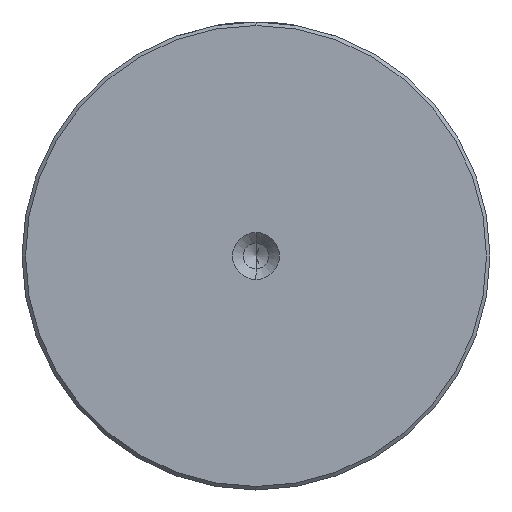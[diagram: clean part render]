
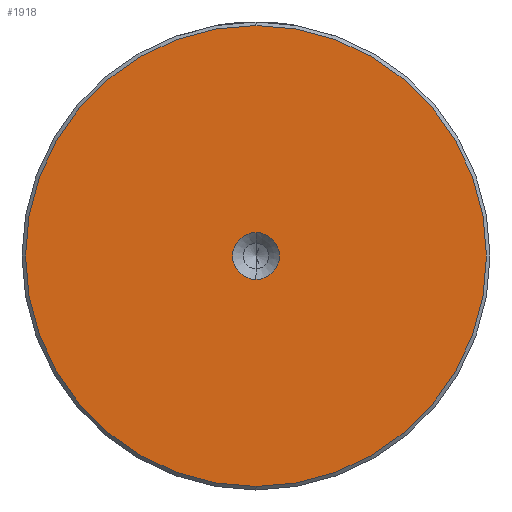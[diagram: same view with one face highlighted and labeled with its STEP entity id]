
A CAD part, left-side view. The second image highlights one B-rep face of the part: STEP entity #1918.
In plain terms, the highlighted planar face has unit normal (-1, 0, 0).
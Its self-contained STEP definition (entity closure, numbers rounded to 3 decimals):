
#10 = ORIENTED_EDGE ( 'NONE', *, *, #1480, .T. ) ;
#14 = DIRECTION ( 'NONE',  ( 0., 0., 1. ) ) ;
#34 = DIRECTION ( 'NONE',  ( -1., 0., 0. ) ) ;
#40 = DIRECTION ( 'NONE',  ( -1., 0., 0. ) ) ;
#54 = CARTESIAN_POINT ( 'NONE',  ( 0., 0., 0. ) ) ;
#57 = FACE_OUTER_BOUND ( 'NONE', #470, .T. ) ;
#66 = CARTESIAN_POINT ( 'NONE',  ( 0., 0., -32.5 ) ) ;
#81 = ORIENTED_EDGE ( 'NONE', *, *, #240, .F. ) ;
#122 = FACE_BOUND ( 'NONE', #1044, .T. ) ;
#240 = EDGE_CURVE ( 'NONE', #875, #917, #397, .T. ) ;
#255 = DIRECTION ( 'NONE',  ( -1., 0., 0. ) ) ;
#361 = CIRCLE ( 'NONE', #881, 32.5 ) ;
#397 = CIRCLE ( 'NONE', #399, 3.3 ) ;
#399 = AXIS2_PLACEMENT_3D ( 'NONE', #1032, #972, #923 ) ;
#410 = EDGE_CURVE ( 'NONE', #1496, #1458, #1673, .T. ) ;
#470 = EDGE_LOOP ( 'NONE', ( #10, #1705 ) ) ;
#815 = CARTESIAN_POINT ( 'NONE',  ( 0., 0., 0. ) ) ;
#875 = VERTEX_POINT ( 'NONE', #1902 ) ;
#879 = CARTESIAN_POINT ( 'NONE',  ( 0., 0., 32.5 ) ) ;
#881 = AXIS2_PLACEMENT_3D ( 'NONE', #1073, #2427, #1263 ) ;
#917 = VERTEX_POINT ( 'NONE', #2159 ) ;
#923 = DIRECTION ( 'NONE',  ( 0., 0., 1. ) ) ;
#972 = DIRECTION ( 'NONE',  ( -1., 0., 0. ) ) ;
#1032 = CARTESIAN_POINT ( 'NONE',  ( 0., 0., 0. ) ) ;
#1044 = EDGE_LOOP ( 'NONE', ( #81, #1336 ) ) ;
#1073 = CARTESIAN_POINT ( 'NONE',  ( 0., 0., 0. ) ) ;
#1193 = AXIS2_PLACEMENT_3D ( 'NONE', #54, #34, #14 ) ;
#1219 = PLANE ( 'NONE',  #1610 ) ;
#1263 = DIRECTION ( 'NONE',  ( 0., 0., 1. ) ) ;
#1336 = ORIENTED_EDGE ( 'NONE', *, *, #1697, .F. ) ;
#1420 = DIRECTION ( 'NONE',  ( 0., 0., 1. ) ) ;
#1441 = CARTESIAN_POINT ( 'NONE',  ( 0., 0., 0. ) ) ;
#1458 = VERTEX_POINT ( 'NONE', #66 ) ;
#1480 = EDGE_CURVE ( 'NONE', #1458, #1496, #361, .T. ) ;
#1496 = VERTEX_POINT ( 'NONE', #879 ) ;
#1610 = AXIS2_PLACEMENT_3D ( 'NONE', #815, #40, #1420 ) ;
#1641 = DIRECTION ( 'NONE',  ( 0., 0., 1. ) ) ;
#1673 = CIRCLE ( 'NONE', #1193, 32.5 ) ;
#1697 = EDGE_CURVE ( 'NONE', #917, #875, #2105, .T. ) ;
#1705 = ORIENTED_EDGE ( 'NONE', *, *, #410, .T. ) ;
#1902 = CARTESIAN_POINT ( 'NONE',  ( 0., 0., 3.3 ) ) ;
#1918 = ADVANCED_FACE ( 'NONE', ( #57, #122 ), #1219, .T. ) ;
#2105 = CIRCLE ( 'NONE', #2431, 3.3 ) ;
#2159 = CARTESIAN_POINT ( 'NONE',  ( 0., 0., -3.3 ) ) ;
#2427 = DIRECTION ( 'NONE',  ( -1., 0., 0. ) ) ;
#2431 = AXIS2_PLACEMENT_3D ( 'NONE', #1441, #255, #1641 ) ;
